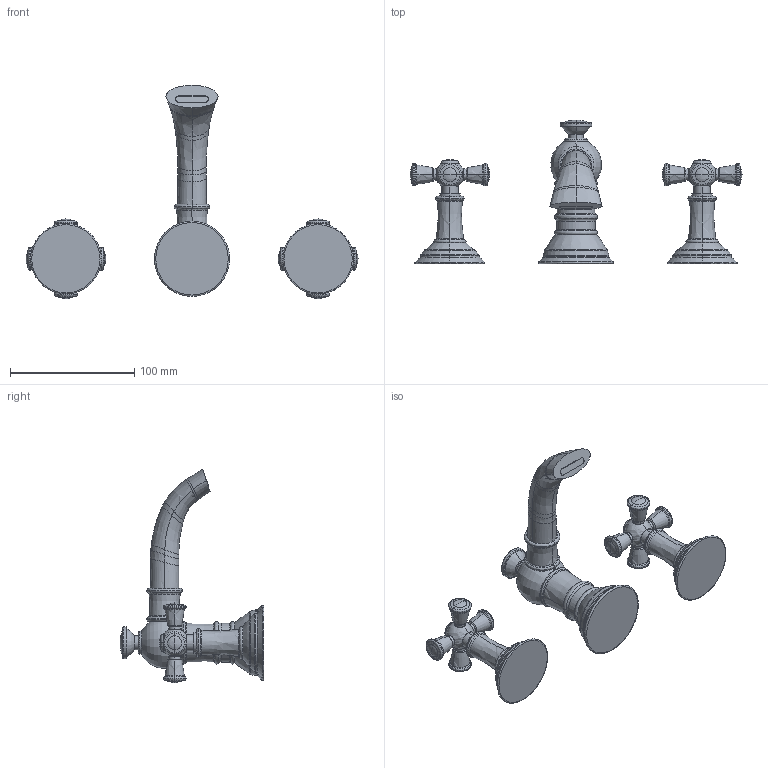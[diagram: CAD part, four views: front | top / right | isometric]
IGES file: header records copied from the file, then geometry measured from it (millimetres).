
Start section:  PTC IGES file: 2420.igs
Global section: file name: 2420.igs; native system: Creo Parametric by PTC Inc.; preprocessor: 2018400; author: jinson.thomas; organization: Unknown; date: 20201127.111017; units: inch
Bounding box: 267.41 x 115.87 x 171.84 mm (x, y, z)
Volume: 289462.5 mm3; surface area: 58290.8 mm2
Topology: 3 solids, 5 shells, 399 faces, 883 edges, 491 vertices
Faces by surface type: revolution 336, bspline 63
